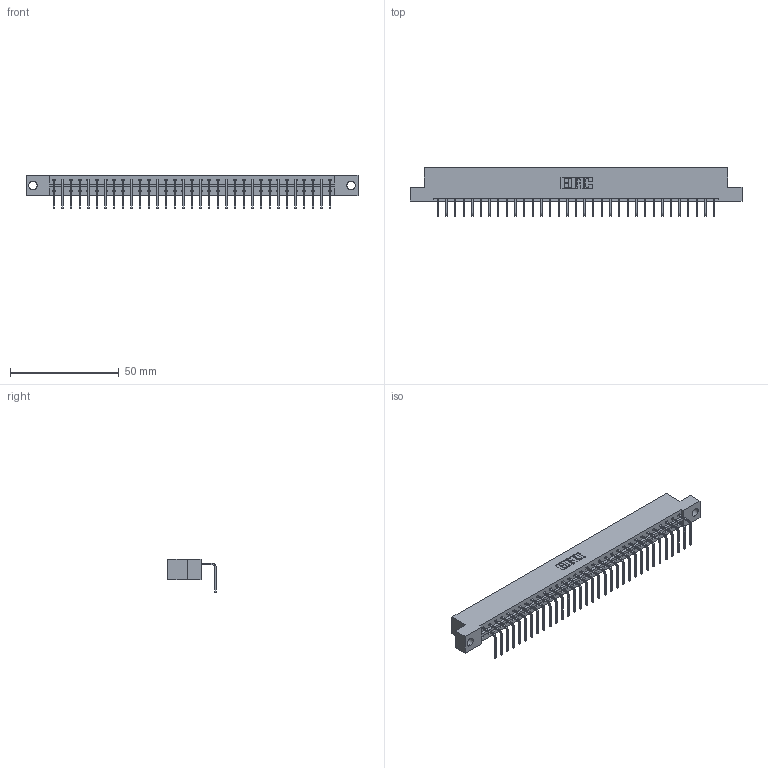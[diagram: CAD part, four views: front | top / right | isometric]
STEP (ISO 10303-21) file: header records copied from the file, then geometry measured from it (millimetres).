
FILE_DESCRIPTION (( 'STEP AP203' ), '1' );
FILE_NAME ('333-033-558-104.STEP', '2018-08-02T21:28:20', ( '' ), ( '' ), 'SwSTEP 2.0', 'SolidWorks 2016', '' );
FILE_SCHEMA (( 'CONFIG_CONTROL_DESIGN' ));
Length unit declared in the file: inch
Products named in the file (3): 345-292-001_558 Tail - 2; 333-033-558-104; 333 Part_Flush - .156 Dia - TH
Assembly tree (34 placements, depth 2):
  333-033-558-104
    333 Part_Flush - .156 Dia - TH
    345-292-001_558 Tail - 2  x33
Bounding box: 152.3 x 22.17 x 15.37 mm (x, y, z)
Volume: 15270.2 mm3; surface area: 16932.8 mm2
Topology: 34 solids, 34 shells, 2094 faces, 6317 edges, 4166 vertices
Faces by surface type: plane 1522, cylinder 572
Entity records: 21425 total; most frequent: CARTESIAN_POINT 3705, ORIENTED_EDGE 3674, DIRECTION 3143, EDGE_CURVE 1837, VECTOR 1709, LINE 1709, VERTEX_POINT 1222, AXIS2_PLACEMENT_3D 717
